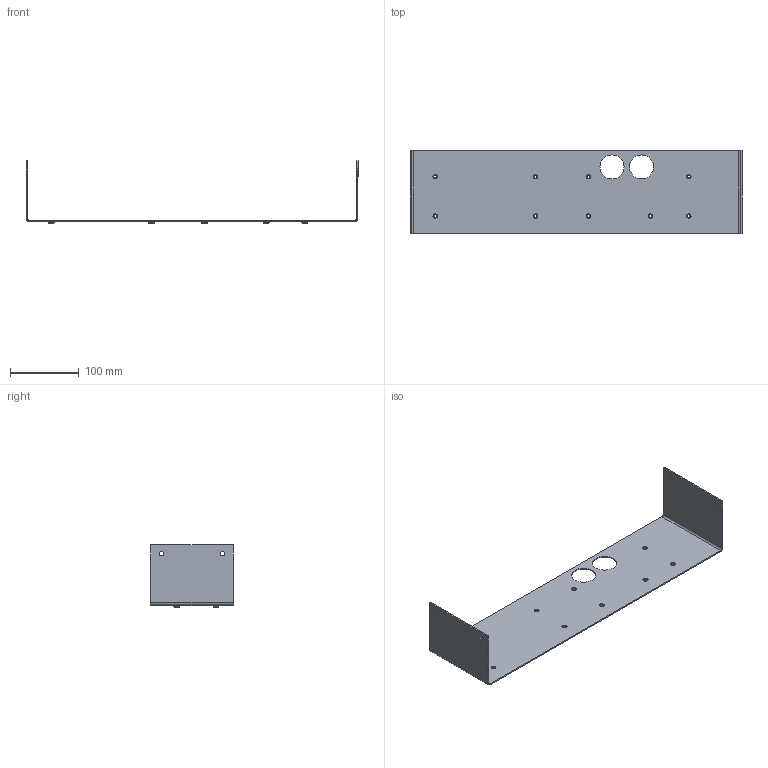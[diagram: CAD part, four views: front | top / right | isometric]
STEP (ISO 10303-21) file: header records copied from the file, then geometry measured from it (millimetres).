
FILE_DESCRIPTION (( 'STEP AP214' ), '1' );
FILE_NAME ('1101-378-1-E.STEP', '2019-01-24T17:20:05', ( '' ), ( '' ), 'SwSTEP 2.0', 'SolidWorks 2018', '' );
FILE_SCHEMA (( 'AUTOMOTIVE_DESIGN' ));
Length unit declared in the file: inch
Products named in the file (14): S-032-2^2002-088-1; 1101-378-1-E; 2002-088-1; 2002-088-1^2002-088-1
Assembly tree (11 placements, depth 3):
  S-032-2^2002-088-1
  S-032-2^2002-088-1
  S-032-2^2002-088-1
  S-032-2^2002-088-1
  1101-378-1-E
    2002-088-1
      2002-088-1^2002-088-1
      S-032-2^2002-088-1  x9
Bounding box: 482.6 x 120.65 x 90.37 mm (x, y, z)
Volume: 146070 mm3; surface area: 158481.5 mm2
Topology: 10 solids, 10 shells, 232 faces, 512 edges, 318 vertices
Faces by surface type: cylinder 106, cone 72, plane 54
Entity records: 2792 total; most frequent: DIRECTION 446, CARTESIAN_POINT 374, ORIENTED_EDGE 352, AXIS2_PLACEMENT_3D 182, EDGE_CURVE 176, VERTEX_POINT 110, EDGE_LOOP 106, CIRCLE 94
